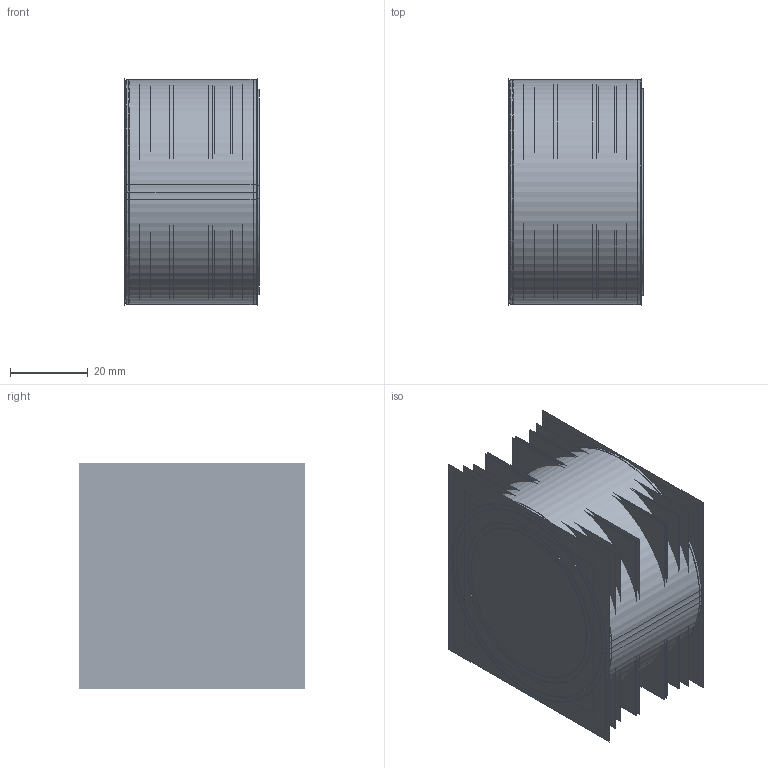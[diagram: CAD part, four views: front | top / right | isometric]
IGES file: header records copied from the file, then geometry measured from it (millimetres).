
Start section:  PTC IGES file: fpd453m.igs
Global section: file name: fpd453m.igs; native system: Creo Parametric by Parametric Technology Corporation; preprocessor: 2013150; author: sales 4; organization: Unknown; date: 20140325.144625; units: millimetre
Bounding box: 34.63 x 58.24 x 58.24 mm (x, y, z)
Volume: 38427.7 mm3; surface area: 493316.4 mm2
Topology: 57 solids, 57 shells, 6226 faces, 32368 edges, 40450 vertices
Faces by surface type: bspline 3792, revolution 2434
